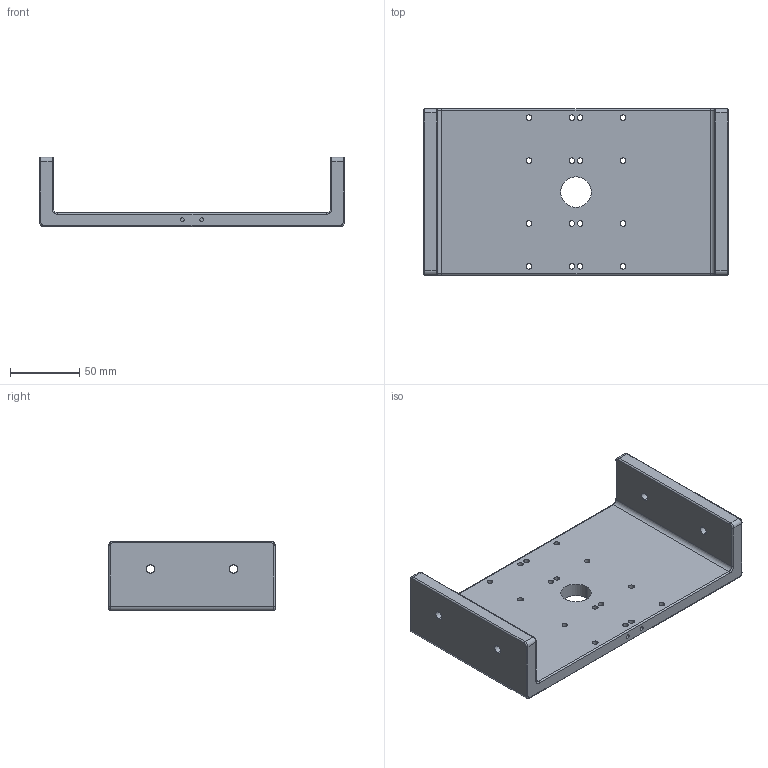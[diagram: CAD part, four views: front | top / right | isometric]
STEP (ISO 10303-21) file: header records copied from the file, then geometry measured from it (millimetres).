
FILE_DESCRIPTION((''),'2;1');
FILE_NAME('CARTERFIXATIONMOTOREDUCTEUR','2025-12-12T14:05:00',('coren'),(''),'CREO PARAMETRIC BY PTC INC, 2022164','CREO PARAMETRIC BY PTC INC, 2022164','');
FILE_SCHEMA(('CONFIG_CONTROL_DESIGN'));
Length unit declared in the file: millimetre
Products named in the file (1): CARTERFIXATIONMOTOREDUCTEUR
Bounding box: 220 x 120 x 50 mm (x, y, z)
Volume: 352587.4 mm3; surface area: 81121.8 mm2
Topology: 1 solids, 1 shells, 98 faces, 250 edges, 156 vertices
Faces by surface type: cylinder 70, torus 16, plane 12
Entity records: 3136 total; most frequent: DIRECTION 602, CARTESIAN_POINT 504, ORIENTED_EDGE 500, AXIS2_PLACEMENT_3D 254, EDGE_CURVE 250, VERTEX_POINT 156, CIRCLE 156, EDGE_LOOP 142
